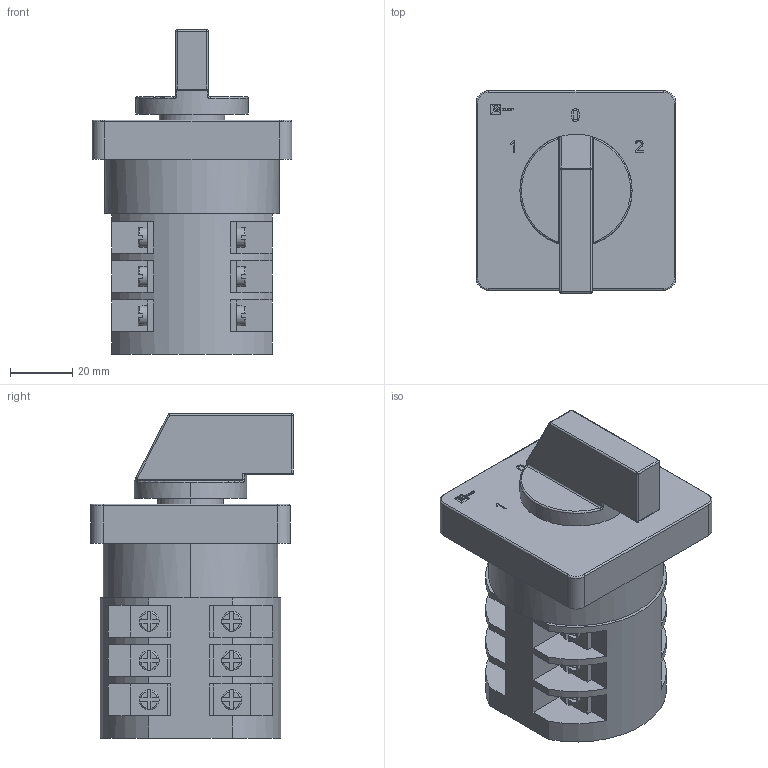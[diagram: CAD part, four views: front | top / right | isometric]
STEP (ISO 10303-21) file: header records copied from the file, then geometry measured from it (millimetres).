
FILE_DESCRIPTION (( 'STEP AP203' ), '1' );
FILE_NAME ('ﾏﾊ-1-43 32ﾀ 3ﾐ (pk-1-43-32).STEP', '2018-09-04T06:48:49', ( '' ), ( '' ), 'SwSTEP 2.0', 'SolidWorks 2017', '' );
FILE_SCHEMA (( 'CONFIG_CONTROL_DESIGN' ));
Length unit declared in the file: millimetre
Products named in the file (1): ﾏﾊ-1-43 32ﾀ 3ﾐ (pk-1-43-32)
Bounding box: 64 x 65 x 104 mm (x, y, z)
Volume: 202791.5 mm3; surface area: 34154.2 mm2
Topology: 1 solids, 1 shells, 526 faces, 1441 edges, 945 vertices
Faces by surface type: plane 345, cylinder 77, torus 55, bspline 43, sphere 6
Entity records: 18797 total; most frequent: CARTESIAN_POINT 5591, ORIENTED_EDGE 2874, DIRECTION 2543, EDGE_CURVE 1437, VERTEX_POINT 945, VECTOR 917, LINE 917, AXIS2_PLACEMENT_3D 813
